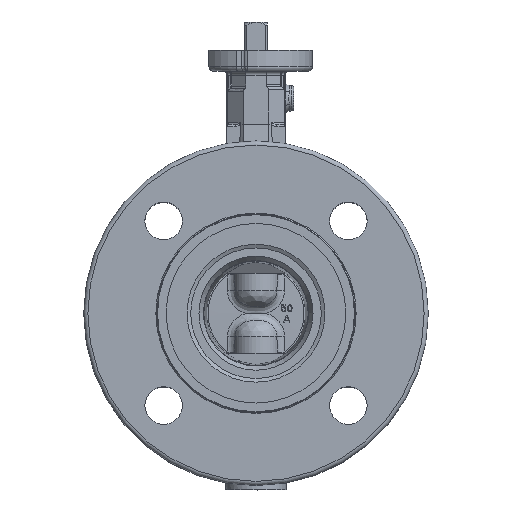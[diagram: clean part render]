
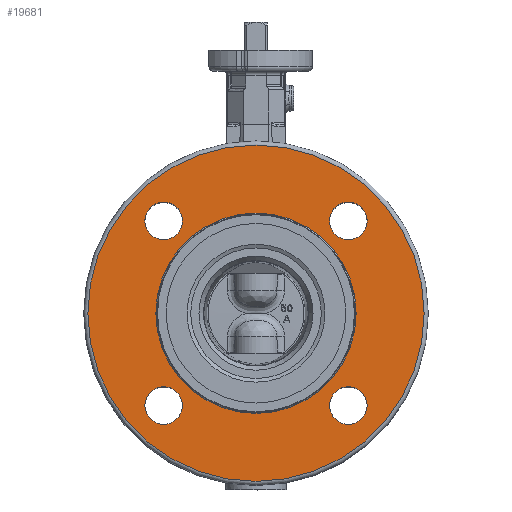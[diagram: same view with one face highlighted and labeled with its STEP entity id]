
A CAD part, top view. The second image highlights one B-rep face of the part: STEP entity #19681.
In plain terms, the highlighted planar face has unit normal (0, 0, 1).
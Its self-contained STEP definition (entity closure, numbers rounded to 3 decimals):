
#11876=CARTESIAN_POINT('',(80.5,0.,51.));
#11877=VERTEX_POINT('',#11876);
#11878=CARTESIAN_POINT('',(0.0,0.0,51.));
#11879=DIRECTION('',(0.0,0.0,-1.0));
#11880=DIRECTION('',(-1.0,0.0,0.0));
#11881=AXIS2_PLACEMENT_3D('',#11878,#11879,#11880);
#11882=CIRCLE('',#11881,80.5);
#11883=EDGE_CURVE('',#11877,#11877,#11882,.T.);
#19618=CARTESIAN_POINT('',(0.0,0.0,51.));
#19619=DIRECTION('',(0.0,0.0,1.0));
#19620=DIRECTION('',(1.0,0.0,0.0));
#19621=AXIS2_PLACEMENT_3D('',#19618,#19619,#19620);
#19622=PLANE('',#19621);
#19623=ORIENTED_EDGE('',*,*,#11883,.F.);
#19624=EDGE_LOOP('',(#19623));
#19625=FACE_OUTER_BOUND('',#19624,.T.);
#19626=CARTESIAN_POINT('',(-44.194,53.194,51.));
#19627=VERTEX_POINT('',#19626);
#19628=CARTESIAN_POINT('',(-44.194,44.194,51.));
#19629=DIRECTION('',(0.0,0.0,-1.0));
#19630=DIRECTION('',(0.0,-1.0,0.0));
#19631=AXIS2_PLACEMENT_3D('',#19628,#19629,#19630);
#19632=CIRCLE('',#19631,9.0);
#19633=EDGE_CURVE('',#19627,#19627,#19632,.T.);
#19634=ORIENTED_EDGE('',*,*,#19633,.T.);
#19635=EDGE_LOOP('',(#19634));
#19636=FACE_BOUND('',#19635,.T.);
#19637=CARTESIAN_POINT('',(-53.194,-44.194,51.));
#19638=VERTEX_POINT('',#19637);
#19639=CARTESIAN_POINT('',(-44.194,-44.194,51.));
#19640=DIRECTION('',(0.0,0.0,-1.0));
#19641=DIRECTION('',(1.0,0.0,0.0));
#19642=AXIS2_PLACEMENT_3D('',#19639,#19640,#19641);
#19643=CIRCLE('',#19642,9.0);
#19644=EDGE_CURVE('',#19638,#19638,#19643,.T.);
#19645=ORIENTED_EDGE('',*,*,#19644,.T.);
#19646=EDGE_LOOP('',(#19645));
#19647=FACE_BOUND('',#19646,.T.);
#19648=CARTESIAN_POINT('',(44.194,-53.194,51.));
#19649=VERTEX_POINT('',#19648);
#19650=CARTESIAN_POINT('',(44.194,-44.194,51.));
#19651=DIRECTION('',(0.0,0.0,-1.0));
#19652=DIRECTION('',(0.0,1.0,0.0));
#19653=AXIS2_PLACEMENT_3D('',#19650,#19651,#19652);
#19654=CIRCLE('',#19653,9.0);
#19655=EDGE_CURVE('',#19649,#19649,#19654,.T.);
#19656=ORIENTED_EDGE('',*,*,#19655,.T.);
#19657=EDGE_LOOP('',(#19656));
#19658=FACE_BOUND('',#19657,.T.);
#19659=CARTESIAN_POINT('',(53.194,44.194,51.));
#19660=VERTEX_POINT('',#19659);
#19661=CARTESIAN_POINT('',(44.194,44.194,51.));
#19662=DIRECTION('',(0.0,0.0,-1.0));
#19663=DIRECTION('',(-1.0,0.0,0.0));
#19664=AXIS2_PLACEMENT_3D('',#19661,#19662,#19663);
#19665=CIRCLE('',#19664,9.0);
#19666=EDGE_CURVE('',#19660,#19660,#19665,.T.);
#19667=ORIENTED_EDGE('',*,*,#19666,.T.);
#19668=EDGE_LOOP('',(#19667));
#19669=FACE_BOUND('',#19668,.T.);
#19670=CARTESIAN_POINT('',(-47.95,0.,51.));
#19671=VERTEX_POINT('',#19670);
#19672=CARTESIAN_POINT('',(0.0,0.0,51.));
#19673=DIRECTION('',(0.0,0.0,1.0));
#19674=DIRECTION('',(1.0,0.0,0.0));
#19675=AXIS2_PLACEMENT_3D('',#19672,#19673,#19674);
#19676=CIRCLE('',#19675,47.95);
#19677=EDGE_CURVE('',#19671,#19671,#19676,.T.);
#19678=ORIENTED_EDGE('',*,*,#19677,.F.);
#19679=EDGE_LOOP('',(#19678));
#19680=FACE_BOUND('',#19679,.T.);
#19681=ADVANCED_FACE('',(#19625,#19636,#19647,#19658,#19669,#19680),#19622,.T.);
